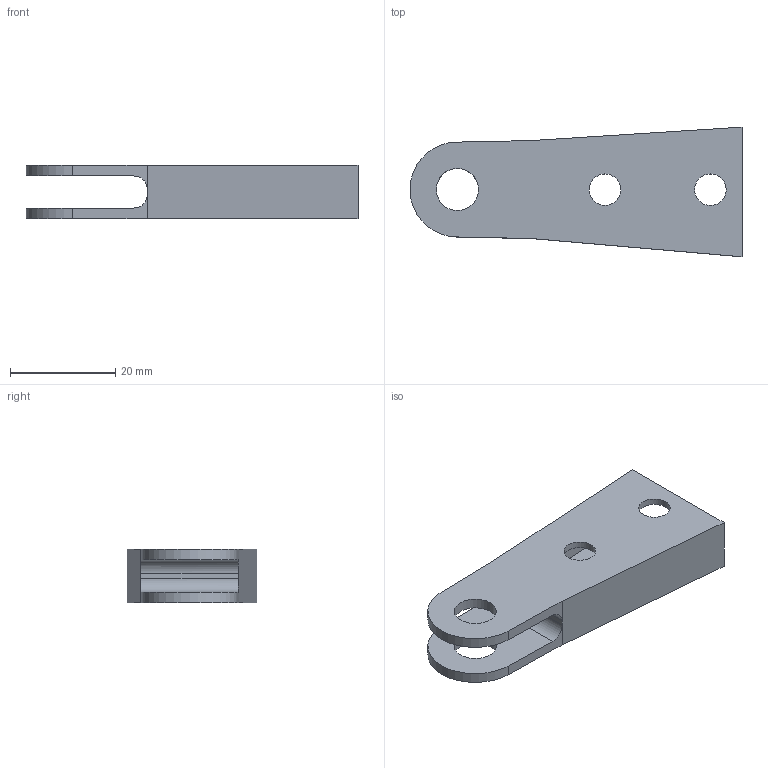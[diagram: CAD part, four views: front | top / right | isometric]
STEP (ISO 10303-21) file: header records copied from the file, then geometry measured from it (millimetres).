
FILE_DESCRIPTION(/* description */ (''),/* implementation_level */ '2;1');
FILE_NAME(/* name */ 'ChassisBracketMount Attempt 1 v3.step',/* time_stamp */ '2024-10-22T16:08:12-05:00',/* author */ (''),/* organization */ (''),/* preprocessor_version */ 'ST-DEVELOPER v20',/* originating_system */ 'Autodesk Translation Framework v13.20.0.188',/* authorisation */ '');
FILE_SCHEMA (('AUTOMOTIVE_DESIGN { 1 0 10303 214 3 1 1 }'));
Length unit declared in the file: inch
Products named in the file (2): ChassisBracketMount Attempt 1; Fixation rotule
Assembly tree (1 placements, depth 2):
  ChassisBracketMount Attempt 1
    Fixation rotule
Bounding box: 63 x 24.59 x 10.16 mm (x, y, z)
Volume: 4902 mm3; surface area: 6287.9 mm2
Topology: 1 solids, 1 shells, 27 faces, 68 edges, 44 vertices
Faces by surface type: plane 17, cylinder 10
Full cylindrical faces by diameter (mm): 5.994 x2, 6 x2, 8 x2
Entity records: 889 total; most frequent: DIRECTION 148, CARTESIAN_POINT 142, ORIENTED_EDGE 136, EDGE_CURVE 68, AXIS2_PLACEMENT_3D 50, LINE 48, VECTOR 48, VERTEX_POINT 44
